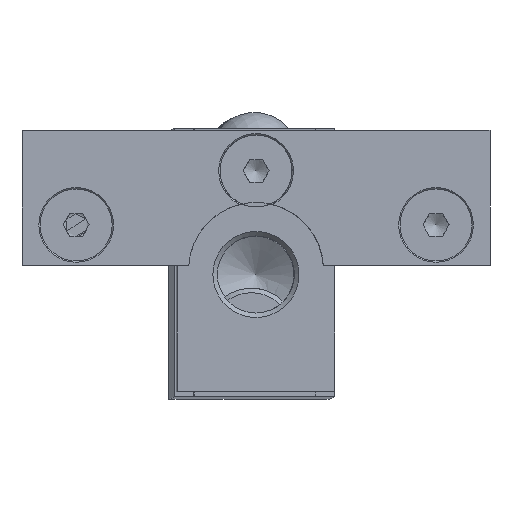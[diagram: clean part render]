
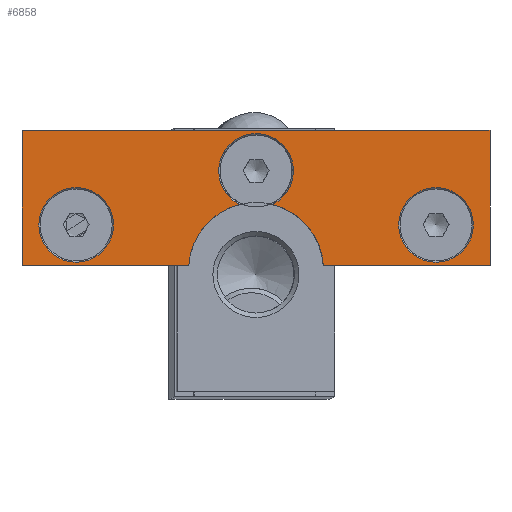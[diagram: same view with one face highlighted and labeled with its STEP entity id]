
A CAD part, top view. The second image highlights one B-rep face of the part: STEP entity #6858.
In plain terms, the highlighted planar face has unit normal (0.004, 0, 1).
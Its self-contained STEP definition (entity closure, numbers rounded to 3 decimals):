
#206=FACE_BOUND('',#1823,.T.);
#207=FACE_BOUND('',#1824,.T.);
#347=PLANE('',#7537);
#624=LINE('',#11544,#998);
#625=LINE('',#11546,#999);
#626=LINE('',#11548,#1000);
#627=LINE('',#11550,#1001);
#628=LINE('',#11551,#1002);
#998=VECTOR('',#9017,10.);
#999=VECTOR('',#9018,10.);
#1000=VECTOR('',#9019,10.);
#1001=VECTOR('',#9020,10.);
#1002=VECTOR('',#9021,10.);
#1462=FACE_OUTER_BOUND('',#1822,.T.);
#1822=EDGE_LOOP('',(#5191,#5192,#5193,#5194,#5195,#5196,#5197,#5198));
#1823=EDGE_LOOP('',(#5199));
#1824=EDGE_LOOP('',(#5200));
#2285=CIRCLE('',#7504,7.5);
#2287=CIRCLE('',#7506,7.5);
#2301=CIRCLE('',#7536,4.15);
#2302=CIRCLE('',#7538,4.15);
#2303=CIRCLE('',#7539,4.15);
#2910=VERTEX_POINT('',#11409);
#2911=VERTEX_POINT('',#11414);
#2914=VERTEX_POINT('',#11420);
#2915=VERTEX_POINT('',#11422);
#2951=VERTEX_POINT('',#11538);
#2952=VERTEX_POINT('',#11543);
#2953=VERTEX_POINT('',#11545);
#2954=VERTEX_POINT('',#11547);
#2955=VERTEX_POINT('',#11549);
#2956=VERTEX_POINT('',#11552);
#3749=EDGE_CURVE('',#2911,#2910,#2285,.T.);
#3753=EDGE_CURVE('',#2915,#2914,#2287,.T.);
#3800=EDGE_CURVE('',#2951,#2951,#2301,.T.);
#3802=EDGE_CURVE('',#2915,#2910,#2302,.T.);
#3803=EDGE_CURVE('',#2914,#2952,#624,.T.);
#3804=EDGE_CURVE('',#2952,#2953,#625,.T.);
#3805=EDGE_CURVE('',#2953,#2954,#626,.T.);
#3806=EDGE_CURVE('',#2954,#2955,#627,.T.);
#3807=EDGE_CURVE('',#2955,#2911,#628,.T.);
#3808=EDGE_CURVE('',#2956,#2956,#2303,.T.);
#5191=ORIENTED_EDGE('',*,*,#3802,.F.);
#5192=ORIENTED_EDGE('',*,*,#3753,.T.);
#5193=ORIENTED_EDGE('',*,*,#3803,.T.);
#5194=ORIENTED_EDGE('',*,*,#3804,.T.);
#5195=ORIENTED_EDGE('',*,*,#3805,.T.);
#5196=ORIENTED_EDGE('',*,*,#3806,.T.);
#5197=ORIENTED_EDGE('',*,*,#3807,.T.);
#5198=ORIENTED_EDGE('',*,*,#3749,.T.);
#5199=ORIENTED_EDGE('',*,*,#3808,.F.);
#5200=ORIENTED_EDGE('',*,*,#3800,.F.);
#6858=ADVANCED_FACE('',(#1462,#206,#207),#347,.T.);
#7504=AXIS2_PLACEMENT_3D('',#11415,#8919,#8920);
#7506=AXIS2_PLACEMENT_3D('',#11423,#8925,#8926);
#7536=AXIS2_PLACEMENT_3D('',#11539,#9010,#9011);
#7537=AXIS2_PLACEMENT_3D('',#11541,#9013,#9014);
#7538=AXIS2_PLACEMENT_3D('',#11542,#9015,#9016);
#7539=AXIS2_PLACEMENT_3D('',#11553,#9022,#9023);
#8919=DIRECTION('center_axis',(-0.004,0.,
-1.));
#8920=DIRECTION('ref_axis',(0.998,0.067,-0.004));
#8925=DIRECTION('center_axis',(-0.004,0.,
-1.));
#8926=DIRECTION('ref_axis',(0.998,0.067,-0.004));
#9010=DIRECTION('center_axis',(0.004,0.,
1.));
#9011=DIRECTION('ref_axis',(-1.,0.,0.004));
#9013=DIRECTION('center_axis',(0.004,0.,
1.));
#9014=DIRECTION('ref_axis',(1.,0.,-0.004));
#9015=DIRECTION('center_axis',(0.004,0.,
1.));
#9016=DIRECTION('ref_axis',(-1.,0.,0.004));
#9017=DIRECTION('',(1.,0.,-0.004));
#9018=DIRECTION('',(0.,1.,0.));
#9019=DIRECTION('',(-1.,0.,0.004));
#9020=DIRECTION('',(0.,-1.,0.));
#9021=DIRECTION('',(1.,0.,-0.004));
#9022=DIRECTION('center_axis',(0.004,0.,
1.));
#9023=DIRECTION('ref_axis',(-1.,0.,0.004));
#11409=CARTESIAN_POINT('',(-27.472,14.87,20.578));
#11414=CARTESIAN_POINT('',(-33.128,8.096,20.6));
#11415=CARTESIAN_POINT('Origin',(-25.645,7.596,20.571));
#11420=CARTESIAN_POINT('',(-18.162,8.096,20.543));
#11422=CARTESIAN_POINT('',(-23.817,14.87,20.564));
#11423=CARTESIAN_POINT('Origin',(-25.645,7.596,20.571));
#11538=CARTESIAN_POINT('',(-1.495,12.596,20.48));
#11539=CARTESIAN_POINT('Origin',(-5.645,12.596,20.496));
#11541=CARTESIAN_POINT('Origin',(-25.645,16.045,20.571));
#11542=CARTESIAN_POINT('Origin',(-25.645,18.596,20.571));
#11543=CARTESIAN_POINT('',(0.355,8.096,20.473));
#11544=CARTESIAN_POINT('',(0.355,8.096,20.473));
#11545=CARTESIAN_POINT('',(0.355,23.096,20.473));
#11546=CARTESIAN_POINT('',(0.355,23.096,20.473));
#11547=CARTESIAN_POINT('',(-51.645,23.096,20.67));
#11548=CARTESIAN_POINT('',(-51.645,23.096,20.67));
#11549=CARTESIAN_POINT('',(-51.645,8.096,20.67));
#11550=CARTESIAN_POINT('',(-51.645,8.096,20.67));
#11551=CARTESIAN_POINT('',(-33.128,8.096,20.6));
#11552=CARTESIAN_POINT('',(-41.495,12.596,20.631));
#11553=CARTESIAN_POINT('Origin',(-45.645,12.596,20.647));
